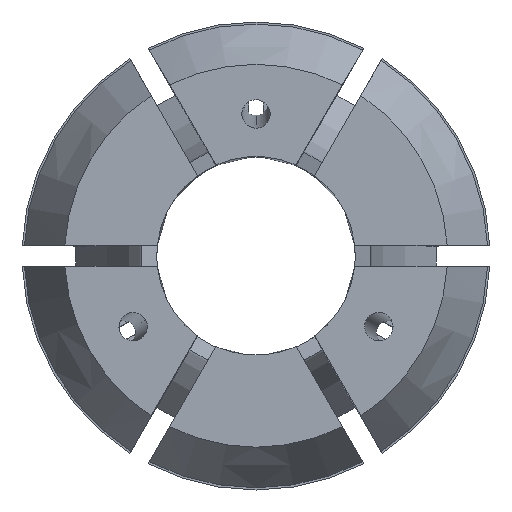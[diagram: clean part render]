
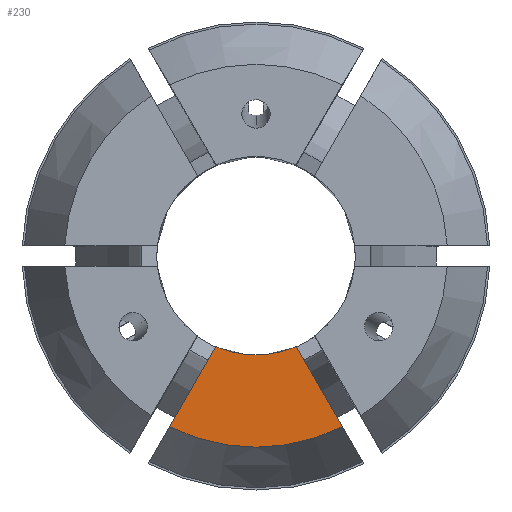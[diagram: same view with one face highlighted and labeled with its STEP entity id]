
A CAD part, top view. The second image highlights one B-rep face of the part: STEP entity #230.
In plain terms, the highlighted planar face has unit normal (0, 0, 1).
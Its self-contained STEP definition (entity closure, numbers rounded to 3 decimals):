
#122 = FACE_OUTER_BOUND ( 'NONE', #246, .T. ) ;
#230 = ADVANCED_FACE ( 'NONE', ( #122 ), #3318, .T. ) ;
#246 = EDGE_LOOP ( 'NONE', ( #2323, #839, #3222, #1839 ) ) ;
#255 = CARTESIAN_POINT ( 'NONE',  ( 0., 13.499, 40. ) ) ;
#365 = CARTESIAN_POINT ( 'NONE',  ( 2.83, -6.402, 40. ) ) ;
#435 = AXIS2_PLACEMENT_3D ( 'NONE', #2629, #767, #470 ) ;
#470 = DIRECTION ( 'NONE',  ( 1., 0., 0. ) ) ;
#767 = DIRECTION ( 'NONE',  ( 0., 0., 1. ) ) ;
#839 = ORIENTED_EDGE ( 'NONE', *, *, #2705, .T. ) ;
#963 = VERTEX_POINT ( 'NONE', #365 ) ;
#982 = DIRECTION ( 'NONE',  ( 0.5, -0.866, 0. ) ) ;
#1096 = LINE ( 'NONE', #3305, #1920 ) ;
#1520 = DIRECTION ( 'NONE',  ( 0., 0., -1. ) ) ;
#1600 = EDGE_CURVE ( 'NONE', #963, #2491, #1890, .T. ) ;
#1767 = DIRECTION ( 'NONE',  ( 1., 0., 0. ) ) ;
#1839 = ORIENTED_EDGE ( 'NONE', *, *, #1600, .F. ) ;
#1845 = VECTOR ( 'NONE', #982, 1000. ) ;
#1890 = LINE ( 'NONE', #2221, #1845 ) ;
#1920 = VECTOR ( 'NONE', #3920, 1000. ) ;
#2042 = EDGE_CURVE ( 'NONE', #2491, #3959, #2137, .T. ) ;
#2137 = CIRCLE ( 'NONE', #3578, 13.499 ) ;
#2221 = CARTESIAN_POINT ( 'NONE',  ( -6.495, 9.75, 40. ) ) ;
#2317 = CARTESIAN_POINT ( 'NONE',  ( -2.83, -6.402, 40. ) ) ;
#2323 = ORIENTED_EDGE ( 'NONE', *, *, #3814, .F. ) ;
#2491 = VERTEX_POINT ( 'NONE', #2647 ) ;
#2629 = CARTESIAN_POINT ( 'NONE',  ( 0., 0., 40. ) ) ;
#2647 = CARTESIAN_POINT ( 'NONE',  ( 6.09, -12.048, 40. ) ) ;
#2705 = EDGE_CURVE ( 'NONE', #3142, #3959, #1096, .T. ) ;
#3005 = DIRECTION ( 'NONE',  ( 0., 0., 1. ) ) ;
#3142 = VERTEX_POINT ( 'NONE', #2317 ) ;
#3155 = AXIS2_PLACEMENT_3D ( 'NONE', #255, #3005, #1767 ) ;
#3222 = ORIENTED_EDGE ( 'NONE', *, *, #2042, .F. ) ;
#3305 = CARTESIAN_POINT ( 'NONE',  ( 6.495, 9.75, 40. ) ) ;
#3318 = PLANE ( 'NONE',  #3155 ) ;
#3363 = CARTESIAN_POINT ( 'NONE',  ( 0., 0., 40. ) ) ;
#3381 = DIRECTION ( 'NONE',  ( -1., 0., 0. ) ) ;
#3578 = AXIS2_PLACEMENT_3D ( 'NONE', #3363, #1520, #3381 ) ;
#3587 = CARTESIAN_POINT ( 'NONE',  ( -6.09, -12.048, 40. ) ) ;
#3814 = EDGE_CURVE ( 'NONE', #3142, #963, #4000, .T. ) ;
#3920 = DIRECTION ( 'NONE',  ( -0.5, -0.866, 0. ) ) ;
#3959 = VERTEX_POINT ( 'NONE', #3587 ) ;
#4000 = CIRCLE ( 'NONE', #435, 7. ) ;
